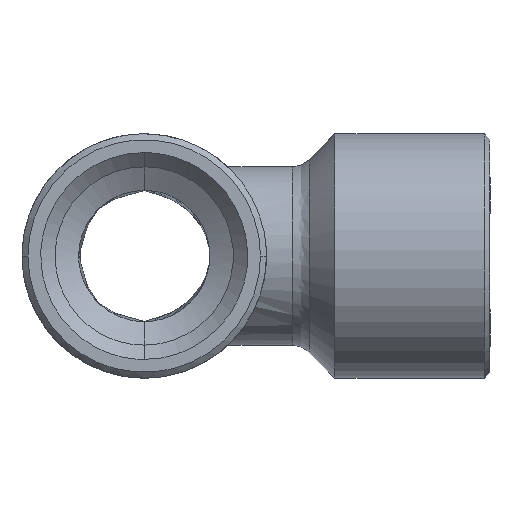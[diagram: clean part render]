
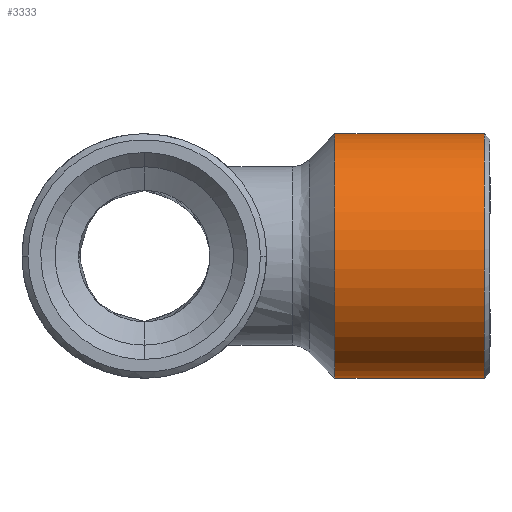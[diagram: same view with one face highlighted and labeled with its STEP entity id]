
A CAD part, left-side view. The second image highlights one B-rep face of the part: STEP entity #3333.
In plain terms, the highlighted free-form (B-spline) face has degree [1, 3] with [2, 4] control points.
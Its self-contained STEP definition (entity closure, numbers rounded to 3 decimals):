
#63 = CARTESIAN_POINT ( 'NONE',  ( 0., 15.5, -10.25 ) ) ;
#157 = CARTESIAN_POINT ( 'NONE',  ( 0., 15.5, -10.25 ) ) ;
#198 =( BOUNDED_CURVE ( )  B_SPLINE_CURVE ( 3, ( #3749, #3339, #2228, #2604 ),
 .UNSPECIFIED., .F., .F. ) 
 B_SPLINE_CURVE_WITH_KNOTS ( ( 4, 4 ),
 ( -3.142, 0. ),
 .UNSPECIFIED. ) 
 CURVE ( )  GEOMETRIC_REPRESENTATION_ITEM ( )  RATIONAL_B_SPLINE_CURVE ( ( 1., 0.333, 0.333, 1. ) ) 
 REPRESENTATION_ITEM ( '' )  );
#577 = ORIENTED_EDGE ( 'NONE', *, *, #2205, .F. ) ;
#828 =( BOUNDED_SURFACE ( )  B_SPLINE_SURFACE ( 1, 3, ( 
 ( #4303, #2052, #4293, #3120 ),
 ( #2739, #882, #3891, #1289 ) ),
 .UNSPECIFIED., .F., .F., .F. ) 
 B_SPLINE_SURFACE_WITH_KNOTS ( ( 2, 2 ),
 ( 4, 4 ),
 ( 0., 1. ),
 ( 0., 1. ),
 .UNSPECIFIED. ) 
 GEOMETRIC_REPRESENTATION_ITEM ( )  RATIONAL_B_SPLINE_SURFACE ( (
 ( 1., 0.333, 0.333, 1.),
 ( 1., 0.333, 0.333, 1.) ) ) 
 REPRESENTATION_ITEM ( '' )  SURFACE ( )  );
#882 = CARTESIAN_POINT ( 'NONE',  ( -20.5, 15.5, -10.25 ) ) ;
#966 = ORIENTED_EDGE ( 'NONE', *, *, #4149, .F. ) ;
#1289 = CARTESIAN_POINT ( 'NONE',  ( 0., 15.5, 10.25 ) ) ;
#1399 = VERTEX_POINT ( 'NONE', #4098 ) ;
#1420 = CARTESIAN_POINT ( 'NONE',  ( 0., 3., -10.25 ) ) ;
#1449 = B_SPLINE_CURVE_WITH_KNOTS ( 'NONE', 1,
 ( #1420, #4075 ),
 .UNSPECIFIED., .F., .F.,
 ( 2, 2 ),
 ( -1., 0. ),
 .UNSPECIFIED. ) ;
#1661 = CARTESIAN_POINT ( 'NONE',  ( -20.5, 15.5, -10.25 ) ) ;
#1994 =( BOUNDED_CURVE ( )  B_SPLINE_CURVE ( 3, ( #157, #1661, #4685, #3201 ),
 .UNSPECIFIED., .F., .T. ) 
 B_SPLINE_CURVE_WITH_KNOTS ( ( 4, 4 ),
 ( -3.142, 0. ),
 .UNSPECIFIED. ) 
 CURVE ( )  GEOMETRIC_REPRESENTATION_ITEM ( )  RATIONAL_B_SPLINE_CURVE ( ( 1., 0.333, 0.333, 1. ) ) 
 REPRESENTATION_ITEM ( '' )  );
#2052 = CARTESIAN_POINT ( 'NONE',  ( -20.5, 3., -10.25 ) ) ;
#2119 = EDGE_CURVE ( 'NONE', #4852, #1399, #3581, .T. ) ;
#2205 = EDGE_CURVE ( 'NONE', #3305, #4852, #1994, .T. ) ;
#2228 = CARTESIAN_POINT ( 'NONE',  ( -20.5, 3., 10.25 ) ) ;
#2604 = CARTESIAN_POINT ( 'NONE',  ( 0., 3., 10.25 ) ) ;
#2739 = CARTESIAN_POINT ( 'NONE',  ( 0., 15.5, -10.25 ) ) ;
#2832 = FACE_OUTER_BOUND ( 'NONE', #3135, .T. ) ;
#2993 = CARTESIAN_POINT ( 'NONE',  ( 0., 15.5, 10.25 ) ) ;
#3011 = CARTESIAN_POINT ( 'NONE',  ( 0., 3., -10.25 ) ) ;
#3104 = CARTESIAN_POINT ( 'NONE',  ( 0., 15.5, 10.25 ) ) ;
#3120 = CARTESIAN_POINT ( 'NONE',  ( 0., 3., 10.25 ) ) ;
#3135 = EDGE_LOOP ( 'NONE', ( #4362, #3444, #577, #966 ) ) ;
#3201 = CARTESIAN_POINT ( 'NONE',  ( 0., 15.5, 10.25 ) ) ;
#3305 = VERTEX_POINT ( 'NONE', #63 ) ;
#3333 = ADVANCED_FACE ( 'NONE', ( #2832 ), #828, .F. ) ;
#3339 = CARTESIAN_POINT ( 'NONE',  ( -20.5, 3., -10.25 ) ) ;
#3444 = ORIENTED_EDGE ( 'NONE', *, *, #2119, .F. ) ;
#3530 = CARTESIAN_POINT ( 'NONE',  ( 0., 3., 10.25 ) ) ;
#3581 = B_SPLINE_CURVE_WITH_KNOTS ( 'NONE', 1,
 ( #3104, #3530 ),
 .UNSPECIFIED., .F., .F.,
 ( 2, 2 ),
 ( -1., 0. ),
 .UNSPECIFIED. ) ;
#3733 = VERTEX_POINT ( 'NONE', #3011 ) ;
#3749 = CARTESIAN_POINT ( 'NONE',  ( 0., 3., -10.25 ) ) ;
#3891 = CARTESIAN_POINT ( 'NONE',  ( -20.5, 15.5, 10.25 ) ) ;
#4075 = CARTESIAN_POINT ( 'NONE',  ( 0., 15.5, -10.25 ) ) ;
#4098 = CARTESIAN_POINT ( 'NONE',  ( 0., 3., 10.25 ) ) ;
#4149 = EDGE_CURVE ( 'NONE', #3733, #3305, #1449, .T. ) ;
#4235 = EDGE_CURVE ( 'NONE', #3733, #1399, #198, .T. ) ;
#4293 = CARTESIAN_POINT ( 'NONE',  ( -20.5, 3., 10.25 ) ) ;
#4303 = CARTESIAN_POINT ( 'NONE',  ( 0., 3., -10.25 ) ) ;
#4362 = ORIENTED_EDGE ( 'NONE', *, *, #4235, .T. ) ;
#4685 = CARTESIAN_POINT ( 'NONE',  ( -20.5, 15.5, 10.25 ) ) ;
#4852 = VERTEX_POINT ( 'NONE', #2993 ) ;
